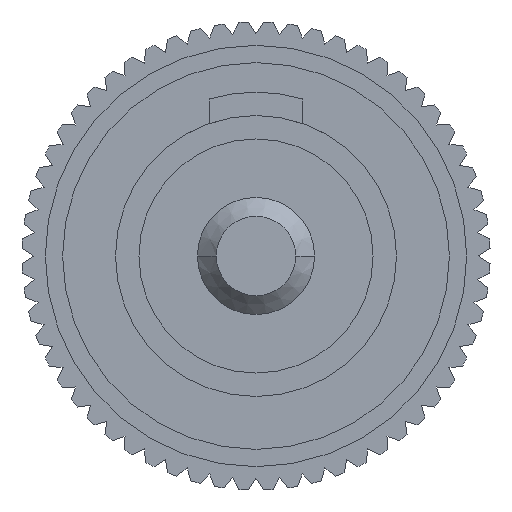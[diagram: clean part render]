
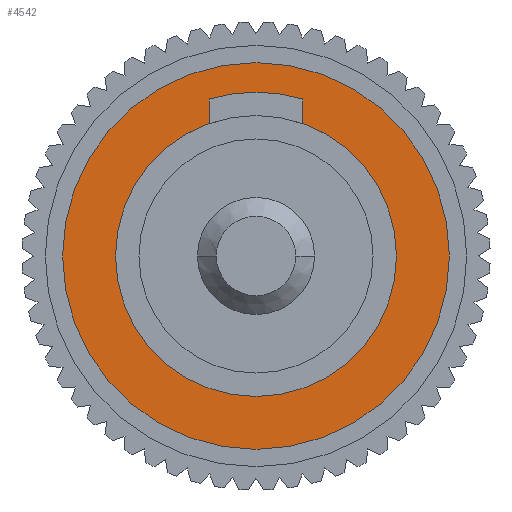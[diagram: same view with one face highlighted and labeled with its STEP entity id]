
A CAD part, left-side view. The second image highlights one B-rep face of the part: STEP entity #4542.
In plain terms, the highlighted face is planar.
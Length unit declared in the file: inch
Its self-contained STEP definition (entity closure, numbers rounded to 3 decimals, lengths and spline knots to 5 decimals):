
#63 = AXIS2_PLACEMENT_3D ( 'NONE', #5951, #1421, #3657 ) ;
#134 = CARTESIAN_POINT ( 'NONE',  ( -0.11811, 0., 2.81496 ) ) ;
#389 = DIRECTION ( 'NONE',  ( -1., 0., 0. ) ) ;
#521 = DIRECTION ( 'NONE',  ( 0., 0., 1. ) ) ;
#722 = EDGE_CURVE ( 'NONE', #6905, #3586, #5163, .T. ) ;
#830 = CARTESIAN_POINT ( 'NONE',  ( 0., 0., 2.81496 ) ) ;
#1219 = AXIS2_PLACEMENT_3D ( 'NONE', #4383, #521, #6564 ) ;
#1414 = ORIENTED_EDGE ( 'NONE', *, *, #4646, .T. ) ;
#1421 = DIRECTION ( 'NONE',  ( 0., 0., -1. ) ) ;
#1746 = EDGE_CURVE ( 'NONE', #3586, #6905, #6656, .T. ) ;
#1975 = CARTESIAN_POINT ( 'NONE',  ( -0.16258, 0., 2.81496 ) ) ;
#2234 = CARTESIAN_POINT ( 'NONE',  ( 0., 0., 2.81496 ) ) ;
#2442 = CARTESIAN_POINT ( 'NONE',  ( 0., 0., 2.81496 ) ) ;
#2481 = EDGE_LOOP ( 'NONE', ( #6018, #4191 ) ) ;
#2549 = FACE_BOUND ( 'NONE', #2481, .T. ) ;
#2654 = FACE_OUTER_BOUND ( 'NONE', #6735, .T. ) ;
#3186 = CARTESIAN_POINT ( 'NONE',  ( 0.16258, 0., 2.81496 ) ) ;
#3284 = VERTEX_POINT ( 'NONE', #1975 ) ;
#3555 = DIRECTION ( 'NONE',  ( -1., 0., 0. ) ) ;
#3563 = AXIS2_PLACEMENT_3D ( 'NONE', #830, #3713, #389 ) ;
#3586 = VERTEX_POINT ( 'NONE', #134 ) ;
#3657 = DIRECTION ( 'NONE',  ( -1., 0., 0. ) ) ;
#3712 = DIRECTION ( 'NONE',  ( -1., 0., 0. ) ) ;
#3713 = DIRECTION ( 'NONE',  ( 0., 0., 1. ) ) ;
#4100 = DIRECTION ( 'NONE',  ( 0., 0., 1. ) ) ;
#4191 = ORIENTED_EDGE ( 'NONE', *, *, #722, .F. ) ;
#4325 = CIRCLE ( 'NONE', #1219, 0.16258 ) ;
#4383 = CARTESIAN_POINT ( 'NONE',  ( 0., 0., 2.81496 ) ) ;
#4427 = DIRECTION ( 'NONE',  ( 0., 0., 1. ) ) ;
#4542 = ADVANCED_FACE ( 'NONE', ( #2549, #2654 ), #6882, .F. ) ;
#4616 = CARTESIAN_POINT ( 'NONE',  ( 0.11811, 0., 2.81496 ) ) ;
#4646 = EDGE_CURVE ( 'NONE', #3284, #4870, #4325, .T. ) ;
#4821 = ORIENTED_EDGE ( 'NONE', *, *, #5656, .T. ) ;
#4870 = VERTEX_POINT ( 'NONE', #3186 ) ;
#5163 = CIRCLE ( 'NONE', #6073, 0.11811 ) ;
#5656 = EDGE_CURVE ( 'NONE', #4870, #3284, #6528, .T. ) ;
#5951 = CARTESIAN_POINT ( 'NONE',  ( 0., 0., 2.81496 ) ) ;
#6018 = ORIENTED_EDGE ( 'NONE', *, *, #1746, .F. ) ;
#6073 = AXIS2_PLACEMENT_3D ( 'NONE', #2234, #4427, #3712 ) ;
#6410 = AXIS2_PLACEMENT_3D ( 'NONE', #2442, #4100, #3555 ) ;
#6528 = CIRCLE ( 'NONE', #6410, 0.16258 ) ;
#6564 = DIRECTION ( 'NONE',  ( -1., 0., 0. ) ) ;
#6656 = CIRCLE ( 'NONE', #3563, 0.11811 ) ;
#6735 = EDGE_LOOP ( 'NONE', ( #4821, #1414 ) ) ;
#6882 = PLANE ( 'NONE',  #63 ) ;
#6905 = VERTEX_POINT ( 'NONE', #4616 ) ;
